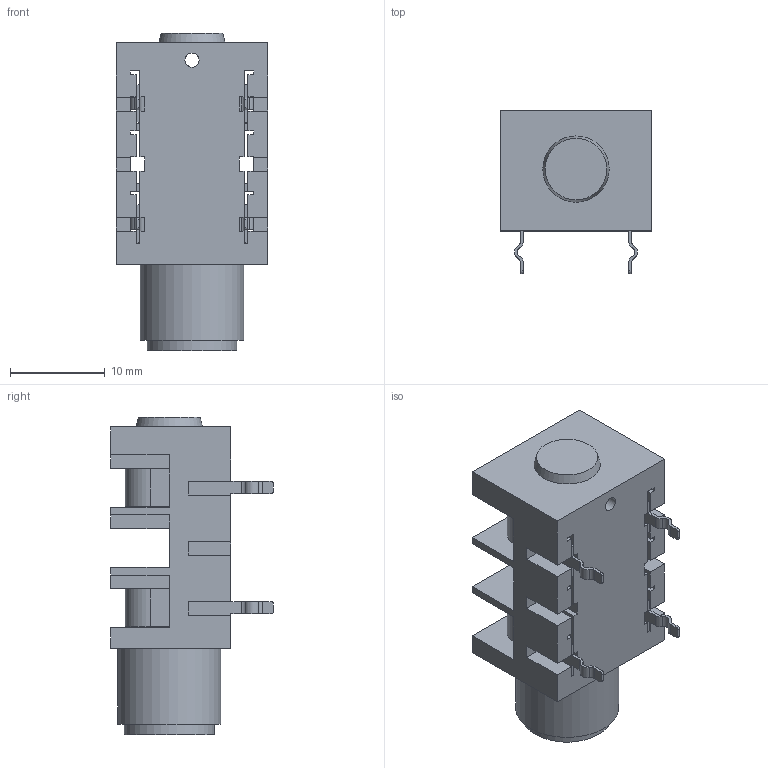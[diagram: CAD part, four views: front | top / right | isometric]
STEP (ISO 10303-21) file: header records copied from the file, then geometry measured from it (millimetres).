
FILE_DESCRIPTION(/* description */ (''),/* implementation_level */ '2;1');
FILE_NAME(/* name */ 'e44cc857-46f0-435a-86e1-b69850aee23a.stp',/* time_stamp */ '2019-02-17T17:44:39+00:00',/* author */ (''),/* organization */ (''),/* preprocessor_version */ 'ST-DEVELOPER v17.2',/* originating_system */ 'Autodesk Translation Framework v7.6.0.251',/* authorisation */ '');
FILE_SCHEMA (('AUTOMOTIVE_DESIGN { 1 0 10303 214 3 1 1 }'));
Length unit declared in the file: millimetre
Products named in the file (1): ACJM-MHDR
Bounding box: 16 x 17.2 x 33.5 mm (x, y, z)
Volume: 3270.8 mm3; surface area: 4140.5 mm2
Topology: 6 solids, 6 shells, 230 faces, 690 edges, 455 vertices
Faces by surface type: plane 183, cylinder 45, cone 2
Full cylindrical faces by diameter (mm): 1.5 x1, 6.5 x2, 9.5 x1, 10.9 x1
Entity records: 7809 total; most frequent: CARTESIAN_POINT 1428, ORIENTED_EDGE 1380, DIRECTION 1249, EDGE_CURVE 690, LINE 585, VECTOR 585, VERTEX_POINT 455, AXIS2_PLACEMENT_3D 332
